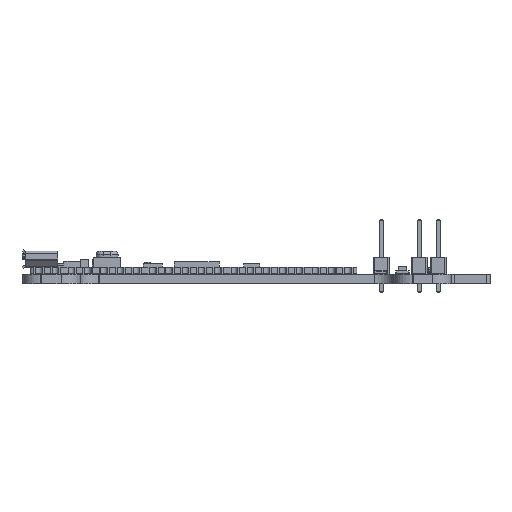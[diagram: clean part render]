
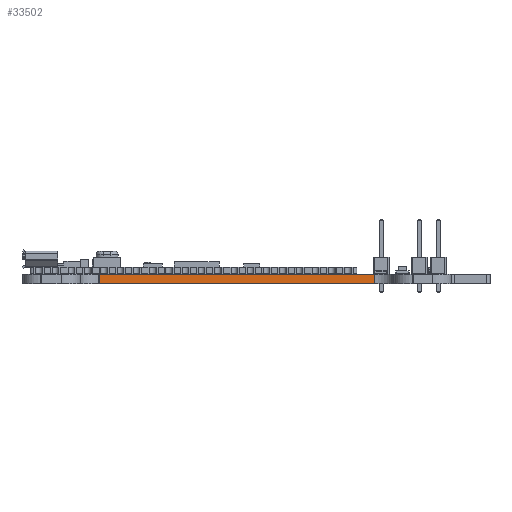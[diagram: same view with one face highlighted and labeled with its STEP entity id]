
A CAD part, left-side view. The second image highlights one B-rep face of the part: STEP entity #33502.
In plain terms, the highlighted planar face has unit normal (-1, 0, 0).
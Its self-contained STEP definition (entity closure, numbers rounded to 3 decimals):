
#31204 = VERTEX_POINT('',#31205);
#31205 = CARTESIAN_POINT('',(134.921,-68.,0.));
#31211 = EDGE_CURVE('',#31212,#31204,#31214,.T.);
#31212 = VERTEX_POINT('',#31213);
#31213 = CARTESIAN_POINT('',(134.921,-111.,0.));
#31214 = LINE('',#31215,#31216);
#31215 = CARTESIAN_POINT('',(134.921,-111.,0.));
#31216 = VECTOR('',#31217,1.);
#31217 = DIRECTION('',(0.,1.,0.));
#32237 = VERTEX_POINT('',#32238);
#32238 = CARTESIAN_POINT('',(134.921,-68.,1.51));
#32244 = EDGE_CURVE('',#32245,#32237,#32247,.T.);
#32245 = VERTEX_POINT('',#32246);
#32246 = CARTESIAN_POINT('',(134.921,-111.,1.51));
#32247 = LINE('',#32248,#32249);
#32248 = CARTESIAN_POINT('',(134.921,-111.,1.51));
#32249 = VECTOR('',#32250,1.);
#32250 = DIRECTION('',(0.,1.,0.));
#33472 = EDGE_CURVE('',#31204,#32237,#33473,.T.);
#33473 = LINE('',#33474,#33475);
#33474 = CARTESIAN_POINT('',(134.921,-68.,0.));
#33475 = VECTOR('',#33476,1.);
#33476 = DIRECTION('',(0.,0.,1.));
#33502 = ADVANCED_FACE('',(#33503),#33514,.T.);
#33503 = FACE_BOUND('',#33504,.T.);
#33504 = EDGE_LOOP('',(#33505,#33511,#33512,#33513));
#33505 = ORIENTED_EDGE('',*,*,#33506,.T.);
#33506 = EDGE_CURVE('',#31212,#32245,#33507,.T.);
#33507 = LINE('',#33508,#33509);
#33508 = CARTESIAN_POINT('',(134.921,-111.,0.));
#33509 = VECTOR('',#33510,1.);
#33510 = DIRECTION('',(0.,0.,1.));
#33511 = ORIENTED_EDGE('',*,*,#32244,.T.);
#33512 = ORIENTED_EDGE('',*,*,#33472,.F.);
#33513 = ORIENTED_EDGE('',*,*,#31211,.F.);
#33514 = PLANE('',#33515);
#33515 = AXIS2_PLACEMENT_3D('',#33516,#33517,#33518);
#33516 = CARTESIAN_POINT('',(134.921,-111.,0.));
#33517 = DIRECTION('',(-1.,0.,0.));
#33518 = DIRECTION('',(0.,1.,0.));
